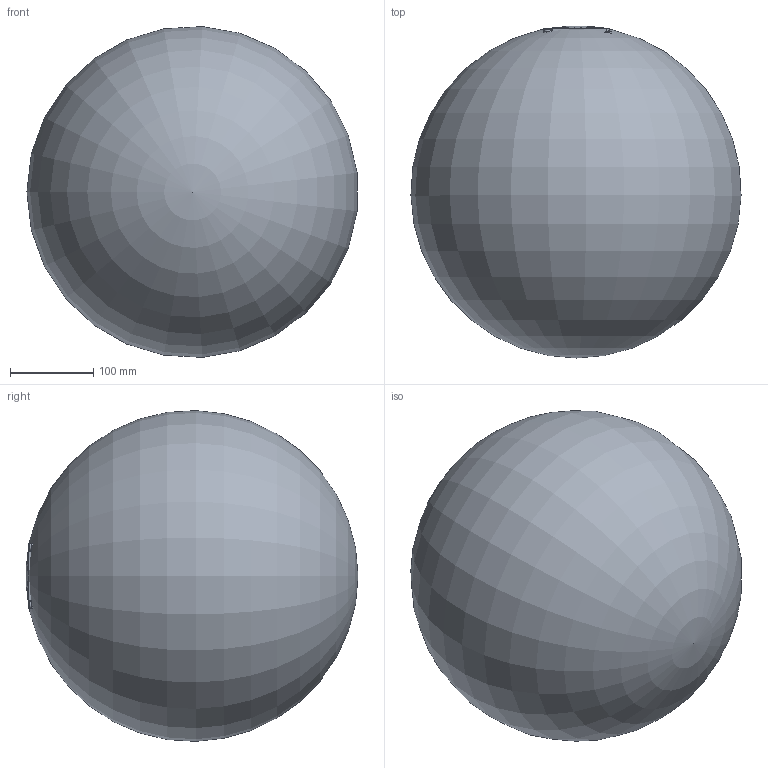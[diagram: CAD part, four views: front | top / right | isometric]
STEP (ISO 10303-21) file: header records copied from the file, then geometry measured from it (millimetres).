
FILE_DESCRIPTION(/* description */ ('STEP AP203'),/* implementation_level */ '2;1');
FILE_NAME(/* name */ '66a0f9bffa134e39c09d8be8',/* time_stamp */ '2024-07-24T12:55:28Z',/* author */ (''),/* organization */ (''),/* preprocessor_version */ 'ST-DEVELOPER v20',/* originating_system */ ' ',/* authorisation */ ' ');
FILE_SCHEMA (('CONFIG_CONTROL_DESIGN'));
Length unit declared in the file: metre
Products named in the file (28): IGKU80-40F; Klemmenkasten_AK2; 1
Assembly tree (27 placements, depth 2):
  IGKU80-40F
    Klemmenkasten_AK2
    Klemmenkasten_AK2
    Klemmenkasten_AK2
    Klemmenkasten_AK2
    Klemmenkasten_AK2
    Klemmenkasten_AK2
    Klemmenkasten_AK2
    Klemmenkasten_AK2
    Klemmenkasten_AK2
    Klemmenkasten_AK2
    Klemmenkasten_AK2
    Klemmenkasten_AK2
    Klemmenkasten_AK2
    Klemmenkasten_AK2
    Klemmenkasten_AK2
    Klemmenkasten_AK2
    Klemmenkasten_AK2
    Klemmenkasten_AK2
    Klemmenkasten_AK2
    Klemmenkasten_AK2
    Klemmenkasten_AK2
    Klemmenkasten_AK2
    Klemmenkasten_AK2
    Klemmenkasten_AK2
    Klemmenkasten_AK2
    Klemmenkasten_AK2
    1
Bounding box: 397.61 x 399.77 x 398.28 mm (x, y, z)
Volume: 966342.5 mm3; surface area: 1105928.1 mm2
Topology: 1 solids, 27 shells, 888 faces, 2470 edges, 1574 vertices
Faces by surface type: cylinder 359, plane 350, torus 64, cone 43, bspline 43, sphere 29
Full cylindrical faces by diameter (mm): 2.5 x1, 3 x4, 3.4 x4, 4.134 x12, 5.8 x4, 8 x4, 10 x1, 12 x1, 13 x2, 15.5 x2, 17.5 x1, 19 x2, 20 x3, 32 x1, 81 x1
Entity records: 29204 total; most frequent: CARTESIAN_POINT 6654, DIRECTION 4795, ORIENTED_EDGE 4167, EDGE_CURVE 2313, AXIS2_PLACEMENT_3D 1789, VERTEX_POINT 1555, LINE 1217, VECTOR 1217
